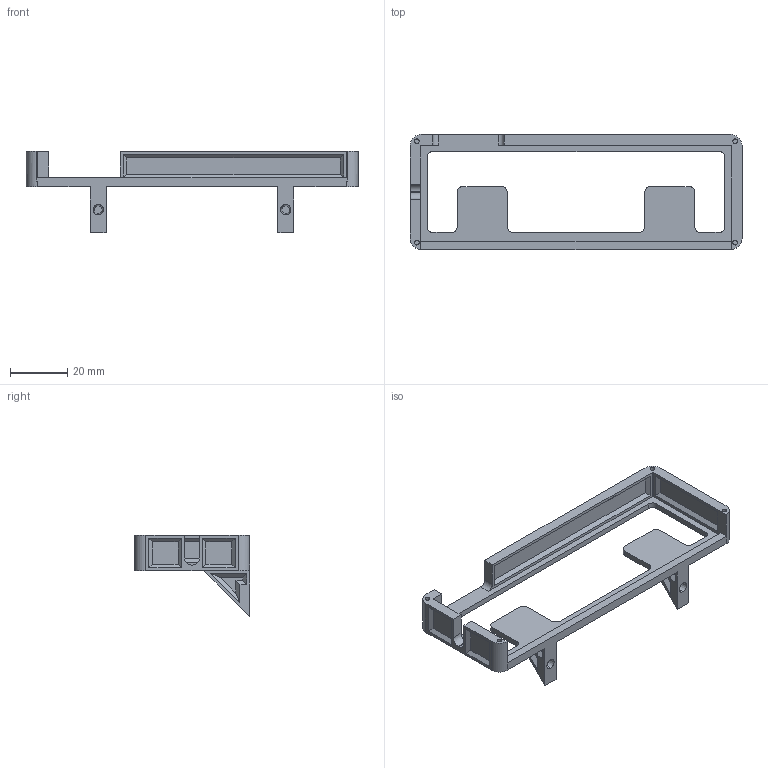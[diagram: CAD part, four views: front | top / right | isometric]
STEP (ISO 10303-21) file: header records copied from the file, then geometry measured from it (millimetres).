
FILE_DESCRIPTION (( 'STEP AP214' ), '1' );
FILE_NAME ('usb hub 4pos.STEP', '2019-04-06T16:43:20', ( '' ), ( '' ), 'SwSTEP 2.0', 'SolidWorks 2016', '' );
FILE_SCHEMA (( 'AUTOMOTIVE_DESIGN' ));
Length unit declared in the file: millimetre
Products named in the file (1): usb hub 4pos
Bounding box: 116 x 40.25 x 28.35 mm (x, y, z)
Volume: 9624.6 mm3; surface area: 10913.7 mm2
Topology: 1 solids, 1 shells, 146 faces, 376 edges, 250 vertices
Faces by surface type: plane 112, cylinder 30, cone 4
Entity records: 4452 total; most frequent: CARTESIAN_POINT 773, ORIENTED_EDGE 752, DIRECTION 740, EDGE_CURVE 376, VECTOR 306, LINE 306, VERTEX_POINT 250, AXIS2_PLACEMENT_3D 217
